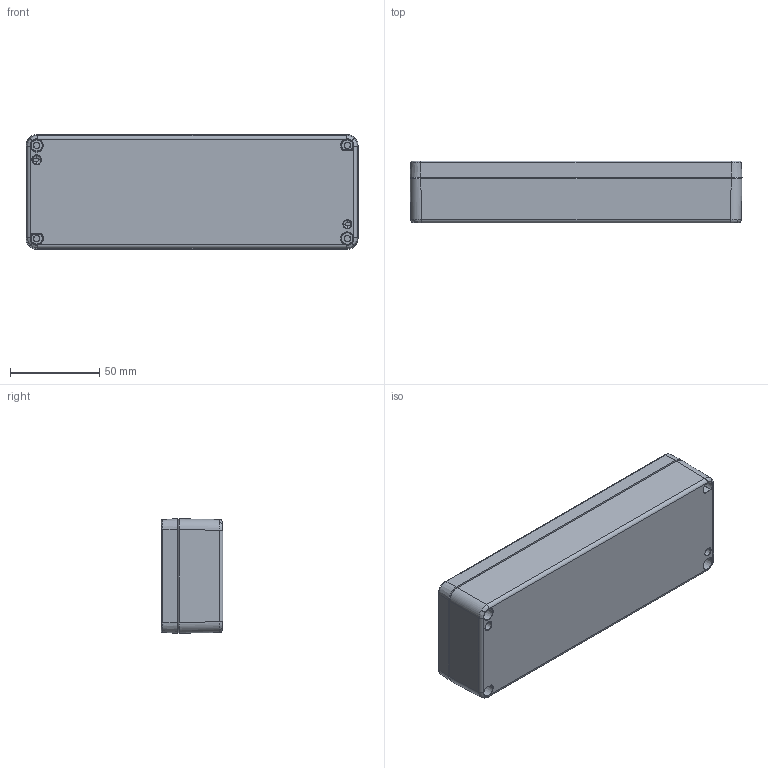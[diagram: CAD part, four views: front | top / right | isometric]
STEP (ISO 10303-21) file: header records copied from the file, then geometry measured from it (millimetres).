
FILE_DESCRIPTION (( 'STEP AP214' ), '1' );
FILE_NAME ('01061903.STEP', '2009-03-10T06:37:12', ( ' ' ), ( '' ), 'SwSTEP 2.0', 'SolidWorks 2008', '' );
FILE_SCHEMA (( 'AUTOMOTIVE_DESIGN' ));
Length unit declared in the file: millimetre
Products named in the file (5): 02013_Standard; 01013_Standard; 93132_Standard; 82002_Standard; 01061903
Assembly tree (7 placements, depth 2):
  01061903
    01013_Standard
    02013_Standard
    93132_Standard  x4
    82002_Standard
Bounding box: 185.5 x 34.5 x 64 mm (x, y, z)
Volume: 119379.4 mm3; surface area: 83276.9 mm2
Topology: 7 solids, 7 shells, 982 faces, 2296 edges, 1317 vertices
Faces by surface type: torus 240, cylinder 229, plane 216, cone 187, bspline 106, sphere 4
Entity records: 27895 total; most frequent: CARTESIAN_POINT 7692, DIRECTION 4492, ORIENTED_EDGE 4116, EDGE_CURVE 2058, AXIS2_PLACEMENT_3D 1920, VERTEX_POINT 1191, CIRCLE 1115, EDGE_LOOP 947
